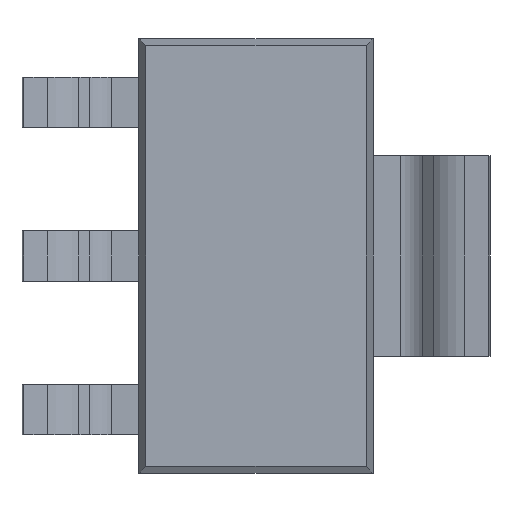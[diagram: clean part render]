
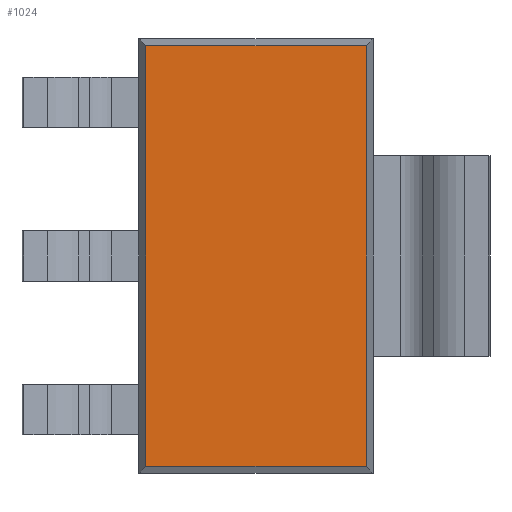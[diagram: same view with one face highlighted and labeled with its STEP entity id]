
A CAD part, front view. The second image highlights one B-rep face of the part: STEP entity #1024.
In plain terms, the highlighted planar face has unit normal (0, -1, 0).
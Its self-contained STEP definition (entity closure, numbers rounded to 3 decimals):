
#33 = EDGE_CURVE ( 'NONE', #833, #48, #162, .T. ) ;
#48 = VERTEX_POINT ( 'NONE', #1555 ) ;
#95 = EDGE_CURVE ( 'NONE', #833, #138, #1248, .T. ) ;
#138 = VERTEX_POINT ( 'NONE', #679 ) ;
#156 = CARTESIAN_POINT ( 'NONE',  ( -1.646, 0.1, -3.146 ) ) ;
#162 = LINE ( 'NONE', #300, #568 ) ;
#300 = CARTESIAN_POINT ( 'NONE',  ( -1.646, 0.1, -3.25 ) ) ;
#311 = CARTESIAN_POINT ( 'NONE',  ( -1.75, 0.1, -3.146 ) ) ;
#357 = DIRECTION ( 'NONE',  ( 1., 0., 0. ) ) ;
#377 = DIRECTION ( 'NONE',  ( 0., 0., -1. ) ) ;
#408 = CARTESIAN_POINT ( 'NONE',  ( 1.646, 0.1, -3.25 ) ) ;
#490 = VECTOR ( 'NONE', #1793, 1000. ) ;
#513 = CARTESIAN_POINT ( 'NONE',  ( -1.75, 0.1, 3.146 ) ) ;
#568 = VECTOR ( 'NONE', #925, 1000. ) ;
#667 = VERTEX_POINT ( 'NONE', #1198 ) ;
#679 = CARTESIAN_POINT ( 'NONE',  ( 1.646, 0.1, -3.146 ) ) ;
#764 = DIRECTION ( 'NONE',  ( 1., 0., 0. ) ) ;
#832 = CARTESIAN_POINT ( 'NONE',  ( 0., 0.1, 0. ) ) ;
#833 = VERTEX_POINT ( 'NONE', #156 ) ;
#925 = DIRECTION ( 'NONE',  ( 0., 0., 1. ) ) ;
#954 = VECTOR ( 'NONE', #357, 1000. ) ;
#1024 = ADVANCED_FACE ( 'NONE', ( #1613 ), #1756, .T. ) ;
#1043 = EDGE_CURVE ( 'NONE', #48, #667, #1934, .T. ) ;
#1130 = ORIENTED_EDGE ( 'NONE', *, *, #1043, .F. ) ;
#1198 = CARTESIAN_POINT ( 'NONE',  ( 1.646, 0.1, 3.146 ) ) ;
#1248 = LINE ( 'NONE', #311, #1663 ) ;
#1470 = EDGE_LOOP ( 'NONE', ( #1130, #1669, #1673, #1594 ) ) ;
#1555 = CARTESIAN_POINT ( 'NONE',  ( -1.646, 0.1, 3.146 ) ) ;
#1594 = ORIENTED_EDGE ( 'NONE', *, *, #1919, .T. ) ;
#1604 = DIRECTION ( 'NONE',  ( 0., -1., 0. ) ) ;
#1613 = FACE_OUTER_BOUND ( 'NONE', #1470, .T. ) ;
#1663 = VECTOR ( 'NONE', #764, 1000. ) ;
#1669 = ORIENTED_EDGE ( 'NONE', *, *, #33, .F. ) ;
#1673 = ORIENTED_EDGE ( 'NONE', *, *, #95, .T. ) ;
#1747 = AXIS2_PLACEMENT_3D ( 'NONE', #832, #1604, #377 ) ;
#1756 = PLANE ( 'NONE',  #1747 ) ;
#1793 = DIRECTION ( 'NONE',  ( 0., 0., 1. ) ) ;
#1919 = EDGE_CURVE ( 'NONE', #138, #667, #1954, .T. ) ;
#1934 = LINE ( 'NONE', #513, #954 ) ;
#1954 = LINE ( 'NONE', #408, #490 ) ;
